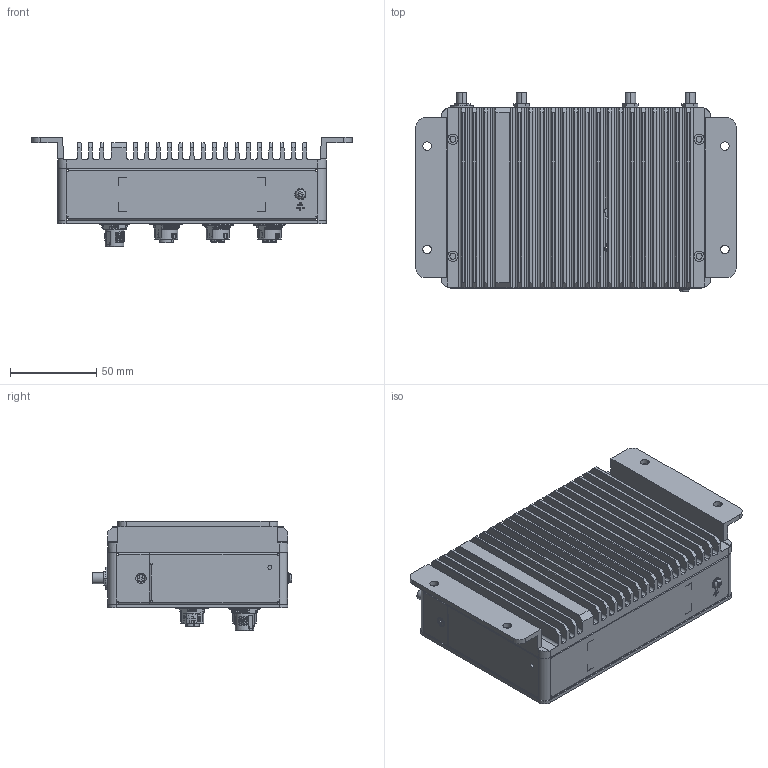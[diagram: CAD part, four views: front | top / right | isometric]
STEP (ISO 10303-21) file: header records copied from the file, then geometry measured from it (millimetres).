
FILE_DESCRIPTION (( 'STEP AP203' ), '1' );
FILE_NAME ('EKI-6333AC-M12.STEP', '2023-04-10T01:31:05', ( '' ), ( '' ), 'SwSTEP 2.0', 'SolidWorks 2022', '' );
FILE_SCHEMA (( 'CONFIG_CONTROL_DESIGN' ));
Products named in the file (1): EKI-6333AC-M12
Bounding box: 186 x 116.04 x 63.4 mm (x, y, z)
Surface area: 142013.6 mm2 (no closed solid volume)
Topology: 0 solids, 335 shells, 2185 faces, 13982 edges, 11942 vertices
Faces by surface type: plane 1095, cylinder 605, bspline 343, cone 126, torus 16
Entity records: 184008 total; most frequent: CARTESIAN_POINT 88989, ORIENTED_EDGE 17837, DIRECTION 15390, EDGE_CURVE 13982, VERTEX_POINT 11942, LINE 8616, VECTOR 8616, B_SPLINE_CURVE_WITH_KNOTS 3633
